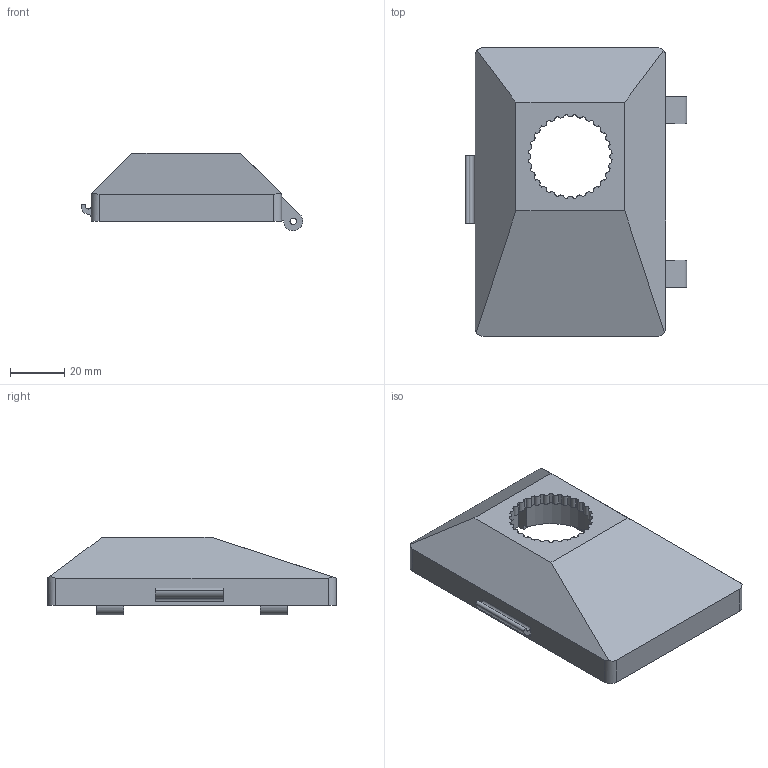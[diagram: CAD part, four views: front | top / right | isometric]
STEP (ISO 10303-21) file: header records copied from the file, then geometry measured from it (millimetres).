
FILE_DESCRIPTION(/* description */ ('STEP AP242','CAx-IF Rec.Pracs.---Representation and Presentation of Product Manufacturing Information (PMI)---4.0---2014-10-13','CAx-IF Rec.Pracs.---3D Tessellated Geometry---0.4---2014-09-14','2;1'),/* implementation_level */ '2;1');
FILE_NAME(/* name */ '68856c23a08de22ddc786413',/* time_stamp */ '2025-07-27T00:00:35Z',/* author */ (''),/* organization */ (''),/* preprocessor_version */ 'ST-DEVELOPER v20',/* originating_system */ 'ONSHAPE BY PTC INC, 1.201',/* authorisation */ ' ');
FILE_SCHEMA (('AP242_MANAGED_MODEL_BASED_3D_ENGINEERING_MIM_LF { 1 0 10303 442 1 1 4 }'));
Length unit declared in the file: metre
Products named in the file (1): Top Enclosure
Bounding box: 81.37 x 106 x 28.5 mm (x, y, z)
Volume: 75262.5 mm3; surface area: 23819.9 mm2
Topology: 1 solids, 1 shells, 133 faces, 373 edges, 252 vertices
Faces by surface type: cylinder 85, plane 48
Full cylindrical faces by diameter (mm): 2.4 x2, 2.5 x4
Entity records: 4387 total; most frequent: DIRECTION 811, CARTESIAN_POINT 753, ORIENTED_EDGE 734, EDGE_CURVE 367, AXIS2_PLACEMENT_3D 310, VERTEX_POINT 252, LINE 191, VECTOR 191
